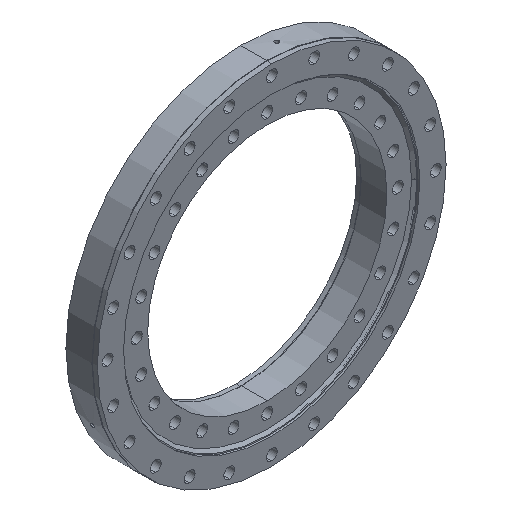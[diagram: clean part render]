
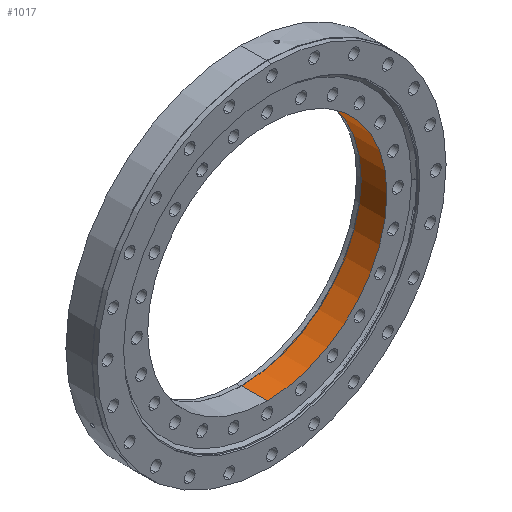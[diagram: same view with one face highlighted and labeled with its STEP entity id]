
A CAD part, isometric view. The second image highlights one B-rep face of the part: STEP entity #1017.
In plain terms, the highlighted cylindrical face has radius 243.5 mm (diameter 487 mm), a partial arc.
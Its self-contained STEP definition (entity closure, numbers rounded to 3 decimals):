
#59 = LINE ( 'NONE', #5239, #2611 ) ;
#240 = AXIS2_PLACEMENT_3D ( 'NONE', #5341, #5205, #5165 ) ;
#419 = ORIENTED_EDGE ( 'NONE', *, *, #3047, .T. ) ;
#520 = CARTESIAN_POINT ( 'NONE',  ( 0., 26., 243.5 ) ) ;
#703 = VERTEX_POINT ( 'NONE', #3327 ) ;
#1017 = ADVANCED_FACE ( 'NONE', ( #4439 ), #4362, .F. ) ;
#1125 = DIRECTION ( 'NONE',  ( 0., 1., 0. ) ) ;
#1177 = VERTEX_POINT ( 'NONE', #520 ) ;
#1649 = DIRECTION ( 'NONE',  ( 0., 1., 0. ) ) ;
#2068 = CARTESIAN_POINT ( 'NONE',  ( 0., -27., 0. ) ) ;
#2069 = CARTESIAN_POINT ( 'NONE',  ( 0., 31.029, 243.5 ) ) ;
#2084 = DIRECTION ( 'NONE',  ( 0., 1., 0. ) ) ;
#2102 = EDGE_LOOP ( 'NONE', ( #5745, #2255, #419, #5363 ) ) ;
#2111 = DIRECTION ( 'NONE',  ( 0., 0., 1. ) ) ;
#2138 = VERTEX_POINT ( 'NONE', #5103 ) ;
#2255 = ORIENTED_EDGE ( 'NONE', *, *, #4106, .F. ) ;
#2397 = EDGE_CURVE ( 'NONE', #2138, #1177, #3262, .T. ) ;
#2602 = AXIS2_PLACEMENT_3D ( 'NONE', #3181, #4016, #2763 ) ;
#2611 = VECTOR ( 'NONE', #1125, 1000. ) ;
#2763 = DIRECTION ( 'NONE',  ( 0., 0., 1. ) ) ;
#3017 = VERTEX_POINT ( 'NONE', #3361 ) ;
#3047 = EDGE_CURVE ( 'NONE', #703, #1177, #4822, .T. ) ;
#3181 = CARTESIAN_POINT ( 'NONE',  ( 0., 26., 0. ) ) ;
#3188 = AXIS2_PLACEMENT_3D ( 'NONE', #2068, #2084, #2111 ) ;
#3262 = CIRCLE ( 'NONE', #2602, 243.5 ) ;
#3327 = CARTESIAN_POINT ( 'NONE',  ( 0., -27., 243.5 ) ) ;
#3361 = CARTESIAN_POINT ( 'NONE',  ( 0., -27., -243.5 ) ) ;
#4016 = DIRECTION ( 'NONE',  ( 0., -1., 0. ) ) ;
#4106 = EDGE_CURVE ( 'NONE', #703, #3017, #4366, .T. ) ;
#4362 = CYLINDRICAL_SURFACE ( 'NONE', #240, 243.5 ) ;
#4366 = CIRCLE ( 'NONE', #3188, 243.5 ) ;
#4439 = FACE_OUTER_BOUND ( 'NONE', #2102, .T. ) ;
#4539 = EDGE_CURVE ( 'NONE', #3017, #2138, #59, .T. ) ;
#4661 = VECTOR ( 'NONE', #1649, 1000. ) ;
#4822 = LINE ( 'NONE', #2069, #4661 ) ;
#5103 = CARTESIAN_POINT ( 'NONE',  ( 0., 26., -243.5 ) ) ;
#5165 = DIRECTION ( 'NONE',  ( 0., 0., 1. ) ) ;
#5205 = DIRECTION ( 'NONE',  ( 0., 1., 0. ) ) ;
#5239 = CARTESIAN_POINT ( 'NONE',  ( 0., 31.029, -243.5 ) ) ;
#5341 = CARTESIAN_POINT ( 'NONE',  ( 0., 31.029, 0. ) ) ;
#5363 = ORIENTED_EDGE ( 'NONE', *, *, #2397, .F. ) ;
#5745 = ORIENTED_EDGE ( 'NONE', *, *, #4539, .F. ) ;
